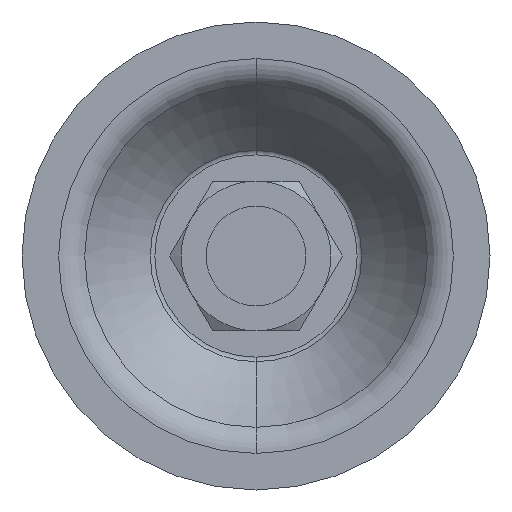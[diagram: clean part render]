
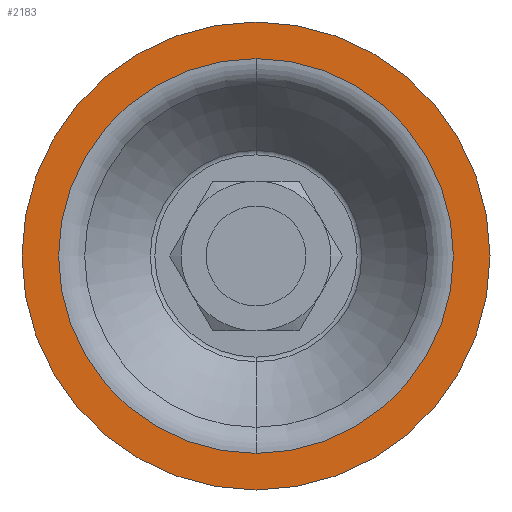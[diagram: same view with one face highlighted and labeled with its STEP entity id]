
A CAD part, front view. The second image highlights one B-rep face of the part: STEP entity #2183.
In plain terms, the highlighted planar face has unit normal (0, -1, 0).
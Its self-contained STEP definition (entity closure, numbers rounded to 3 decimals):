
#127 = FACE_BOUND ( 'NONE', #932, .T. ) ;
#139 = AXIS2_PLACEMENT_3D ( 'NONE', #629, #624, #611 ) ;
#217 = AXIS2_PLACEMENT_3D ( 'NONE', #545, #540, #530 ) ;
#279 = CIRCLE ( 'NONE', #139, 31.641 ) ;
#339 = AXIS2_PLACEMENT_3D ( 'NONE', #1268, #1059, #1061 ) ;
#530 = DIRECTION ( 'NONE',  ( 0., 0., 1. ) ) ;
#540 = DIRECTION ( 'NONE',  ( 0., 1., 0. ) ) ;
#545 = CARTESIAN_POINT ( 'NONE',  ( 0., -18., 0. ) ) ;
#592 = EDGE_CURVE ( 'NONE', #2618, #2566, #1344, .T. ) ;
#611 = DIRECTION ( 'NONE',  ( 0., 0., 1. ) ) ;
#622 = CARTESIAN_POINT ( 'NONE',  ( 0., -18., 31.641 ) ) ;
#624 = DIRECTION ( 'NONE',  ( 0., 1., 0. ) ) ;
#629 = CARTESIAN_POINT ( 'NONE',  ( 0., -18., 0. ) ) ;
#748 = FACE_OUTER_BOUND ( 'NONE', #1480, .T. ) ;
#773 = CARTESIAN_POINT ( 'NONE',  ( 0., -18., -31.641 ) ) ;
#788 = CIRCLE ( 'NONE', #339, 37.5 ) ;
#792 = ORIENTED_EDGE ( 'NONE', *, *, #1130, .F. ) ;
#794 = EDGE_CURVE ( 'NONE', #2566, #2618, #279, .T. ) ;
#798 = ORIENTED_EDGE ( 'NONE', *, *, #592, .T. ) ;
#808 = EDGE_CURVE ( 'NONE', #2063, #1748, #823, .T. ) ;
#823 = CIRCLE ( 'NONE', #217, 37.5 ) ;
#932 = EDGE_LOOP ( 'NONE', ( #798, #2398 ) ) ;
#992 = AXIS2_PLACEMENT_3D ( 'NONE', #2225, #2221, #2218 ) ;
#1059 = DIRECTION ( 'NONE',  ( 0., 1., 0. ) ) ;
#1061 = DIRECTION ( 'NONE',  ( 0., 0., 1. ) ) ;
#1130 = EDGE_CURVE ( 'NONE', #1748, #2063, #788, .T. ) ;
#1164 = CARTESIAN_POINT ( 'NONE',  ( 0., -18., 37.5 ) ) ;
#1268 = CARTESIAN_POINT ( 'NONE',  ( 0., -18., 0. ) ) ;
#1344 = CIRCLE ( 'NONE', #992, 31.641 ) ;
#1480 = EDGE_LOOP ( 'NONE', ( #792, #2247 ) ) ;
#1748 = VERTEX_POINT ( 'NONE', #1164 ) ;
#1921 = DIRECTION ( 'NONE',  ( 0., 0., -1. ) ) ;
#1944 = PLANE ( 'NONE',  #2330 ) ;
#1961 = DIRECTION ( 'NONE',  ( 0., -1., 0. ) ) ;
#1970 = CARTESIAN_POINT ( 'NONE',  ( -31.641, -18., 0. ) ) ;
#2063 = VERTEX_POINT ( 'NONE', #2287 ) ;
#2183 = ADVANCED_FACE ( 'NONE', ( #127, #748 ), #1944, .T. ) ;
#2218 = DIRECTION ( 'NONE',  ( 0., 0., 1. ) ) ;
#2221 = DIRECTION ( 'NONE',  ( 0., 1., 0. ) ) ;
#2225 = CARTESIAN_POINT ( 'NONE',  ( 0., -18., 0. ) ) ;
#2247 = ORIENTED_EDGE ( 'NONE', *, *, #808, .F. ) ;
#2287 = CARTESIAN_POINT ( 'NONE',  ( 0., -18., -37.5 ) ) ;
#2330 = AXIS2_PLACEMENT_3D ( 'NONE', #1970, #1961, #1921 ) ;
#2398 = ORIENTED_EDGE ( 'NONE', *, *, #794, .T. ) ;
#2566 = VERTEX_POINT ( 'NONE', #773 ) ;
#2618 = VERTEX_POINT ( 'NONE', #622 ) ;
